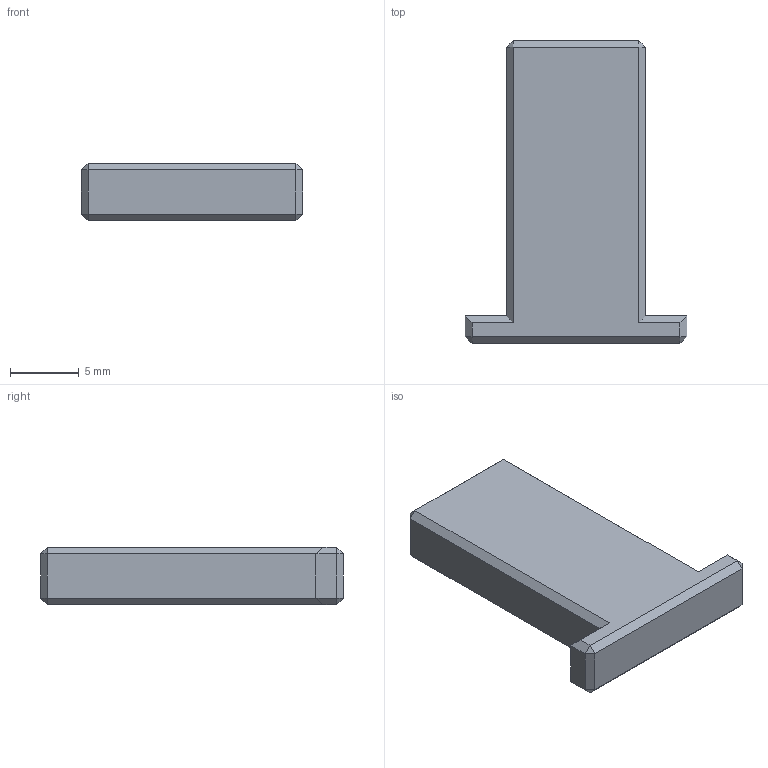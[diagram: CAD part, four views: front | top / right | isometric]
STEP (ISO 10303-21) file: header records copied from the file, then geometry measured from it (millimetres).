
FILE_DESCRIPTION(/* description */ (''),/* implementation_level */ '2;1');
FILE_NAME(/* name */ 'tensioner insert.step',/* time_stamp */ '2024-06-20T13:06:50+02:00',/* author */ (''),/* organization */ (''),/* preprocessor_version */ 'ST-DEVELOPER v20',/* originating_system */ 'Autodesk Translation Framework v13.14.0.145',/* authorisation */ '');
FILE_SCHEMA (('AUTOMOTIVE_DESIGN { 1 0 10303 214 3 1 1 }'));
Length unit declared in the file: millimetre
Products named in the file (1): m5 clamp block
Bounding box: 16.1 x 22 x 4.2 mm (x, y, z)
Volume: 963.2 mm3; surface area: 738.1 mm2
Topology: 1 solids, 1 shells, 38 faces, 76 edges, 40 vertices
Faces by surface type: plane 38
Entity records: 957 total; most frequent: CARTESIAN_POINT 155, DIRECTION 154, ORIENTED_EDGE 152, LINE 76, VECTOR 76, EDGE_CURVE 76, VERTEX_POINT 40, AXIS2_PLACEMENT_3D 39
